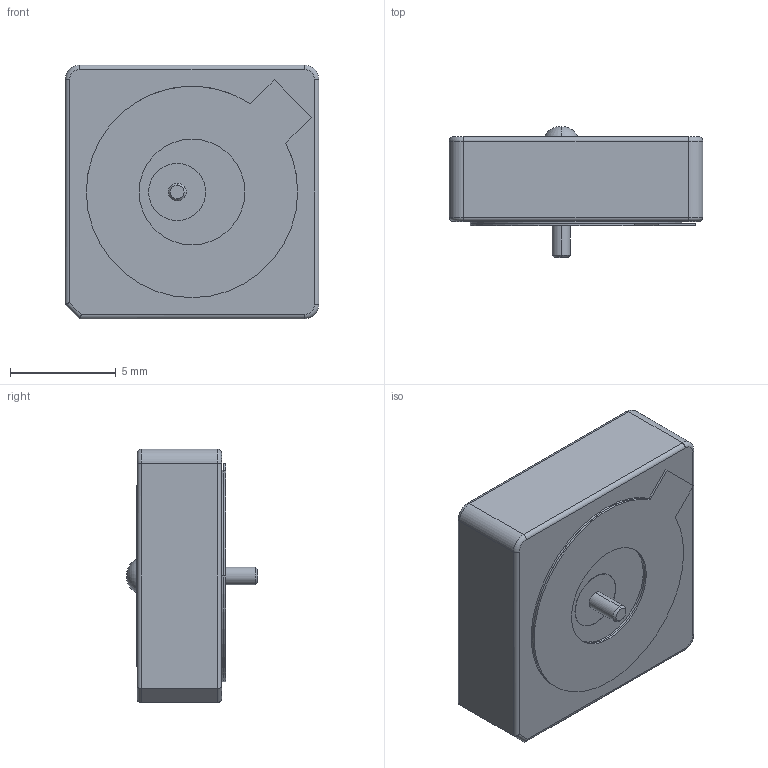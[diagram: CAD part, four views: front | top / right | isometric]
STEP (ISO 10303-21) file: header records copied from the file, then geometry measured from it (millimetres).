
FILE_DESCRIPTION (( 'STEP AP214' ), '1' );
FILE_NAME ('GP.1575.12.4.A.02_web.STEP', '2020-01-02T00:39:53', ( '' ), ( '' ), 'SwSTEP 2.0', 'SolidWorks 2017', '' );
FILE_SCHEMA (( 'AUTOMOTIVE_DESIGN' ));
Length unit declared in the file: millimetre
Products named in the file (5): GP.1575.12.4.A.02_Patch; GP.1575.12.4.A.02_Adhesive; GP.1575.12.4.A.02_web
Assembly tree (2 placements, depth 2):
  GP.1575.12.4.A.02_web
    GP.1575.12.4.A.02_Patch
    GP.1575.12.4.A.02_Adhesive
  GP.1575.12.4.A.02_Adhesive
  GP.1575.12.4.A.02_Patch
Bounding box: 12 x 6.2 x 12 mm (x, y, z)
Volume: 587.6 mm3; surface area: 726.9 mm2
Topology: 4 solids, 4 shells, 369 faces, 963 edges, 635 vertices
Faces by surface type: plane 196, bspline 133, cylinder 30, torus 8, cone 2
Entity records: 15055 total; most frequent: CARTESIAN_POINT 6704, ORIENTED_EDGE 1922, DIRECTION 1239, EDGE_CURVE 961, VERTEX_POINT 635, LINE 627, VECTOR 627, EDGE_LOOP 408
